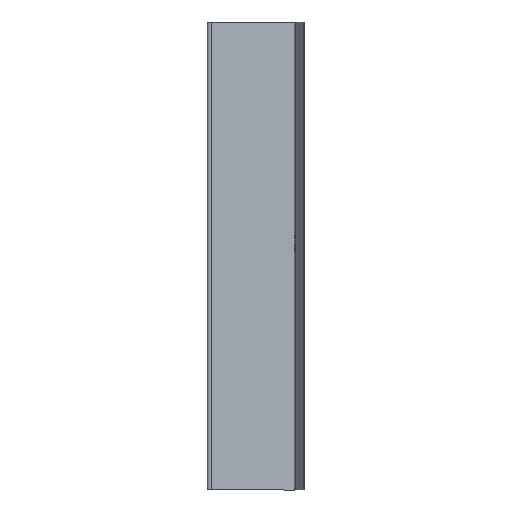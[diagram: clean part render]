
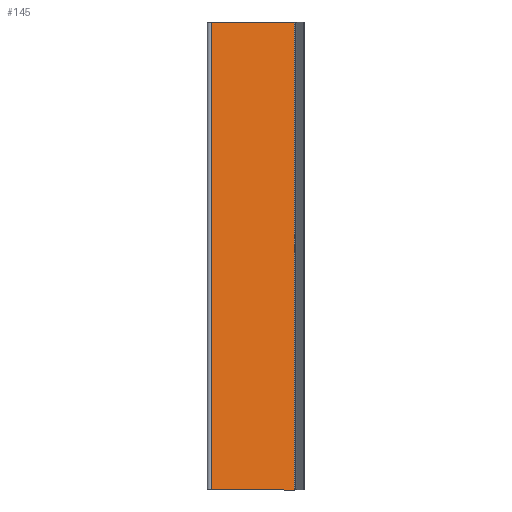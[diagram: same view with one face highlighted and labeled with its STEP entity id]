
A CAD part, front view. The second image highlights one B-rep face of the part: STEP entity #145.
In plain terms, the highlighted planar face has unit normal (0.5, -0.866, 0).
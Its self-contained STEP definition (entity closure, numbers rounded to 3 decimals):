
#15 = VERTEX_POINT ( 'NONE', #350 ) ;
#46 = VERTEX_POINT ( 'NONE', #220 ) ;
#49 = CARTESIAN_POINT ( 'NONE',  ( -4.769, -0.071, 0. ) ) ;
#89 = VECTOR ( 'NONE', #867, 1000. ) ;
#103 = EDGE_CURVE ( 'NONE', #402, #46, #664, .T. ) ;
#111 = VECTOR ( 'NONE', #488, 1000. ) ;
#113 = LINE ( 'NONE', #396, #89 ) ;
#145 = ADVANCED_FACE ( 'NONE', ( #330 ), #311, .T. ) ;
#169 = EDGE_CURVE ( 'NONE', #522, #15, #113, .T. ) ;
#172 = DIRECTION ( 'NONE',  ( 0.866, 0.5, 0. ) ) ;
#173 = VECTOR ( 'NONE', #226, 1000. ) ;
#180 = ORIENTED_EDGE ( 'NONE', *, *, #207, .T. ) ;
#207 = EDGE_CURVE ( 'NONE', #46, #522, #295, .T. ) ;
#216 = CARTESIAN_POINT ( 'NONE',  ( -4.769, -0.071, -50. ) ) ;
#220 = CARTESIAN_POINT ( 'NONE',  ( -4.769, -0.071, -50. ) ) ;
#226 = DIRECTION ( 'NONE',  ( -0.866, -0.5, 0. ) ) ;
#240 = CARTESIAN_POINT ( 'NONE',  ( -4.769, -0.071, 0. ) ) ;
#253 = ORIENTED_EDGE ( 'NONE', *, *, #103, .T. ) ;
#294 = CARTESIAN_POINT ( 'NONE',  ( -4.769, -0.071, 0. ) ) ;
#295 = LINE ( 'NONE', #216, #111 ) ;
#311 = PLANE ( 'NONE',  #497 ) ;
#330 = FACE_OUTER_BOUND ( 'NONE', #631, .T. ) ;
#350 = CARTESIAN_POINT ( 'NONE',  ( 4.1, 5.05, 0. ) ) ;
#363 = DIRECTION ( 'NONE',  ( 0., 0., -1. ) ) ;
#387 = CARTESIAN_POINT ( 'NONE',  ( 4.1, 5.05, -50. ) ) ;
#396 = CARTESIAN_POINT ( 'NONE',  ( 4.1, 5.05, 0. ) ) ;
#402 = VERTEX_POINT ( 'NONE', #294 ) ;
#438 = ORIENTED_EDGE ( 'NONE', *, *, #825, .T. ) ;
#488 = DIRECTION ( 'NONE',  ( 0.866, 0.5, 0. ) ) ;
#497 = AXIS2_PLACEMENT_3D ( 'NONE', #240, #567, #172 ) ;
#502 = VECTOR ( 'NONE', #363, 1000. ) ;
#522 = VERTEX_POINT ( 'NONE', #387 ) ;
#567 = DIRECTION ( 'NONE',  ( 0.5, -0.866, 0. ) ) ;
#592 = LINE ( 'NONE', #813, #173 ) ;
#631 = EDGE_LOOP ( 'NONE', ( #438, #253, #180, #636 ) ) ;
#636 = ORIENTED_EDGE ( 'NONE', *, *, #169, .T. ) ;
#664 = LINE ( 'NONE', #49, #502 ) ;
#813 = CARTESIAN_POINT ( 'NONE',  ( -4.769, -0.071, 0. ) ) ;
#825 = EDGE_CURVE ( 'NONE', #15, #402, #592, .T. ) ;
#867 = DIRECTION ( 'NONE',  ( 0., 0., 1. ) ) ;
